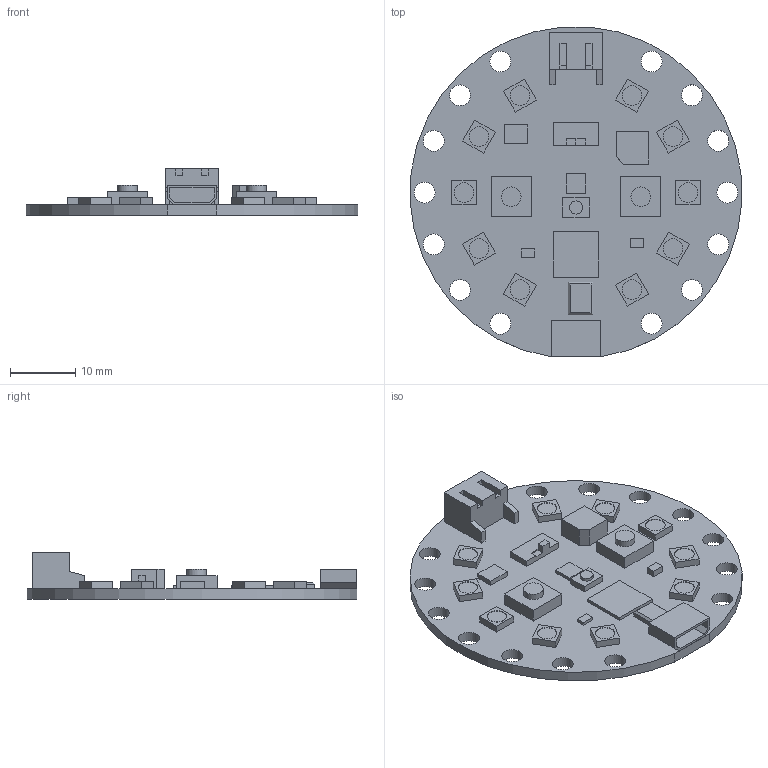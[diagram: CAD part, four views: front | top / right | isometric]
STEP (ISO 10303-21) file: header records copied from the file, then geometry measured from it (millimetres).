
FILE_DESCRIPTION(/* description */ (''),/* implementation_level */ '2;1');
FILE_NAME(/* name */ '3000 Circuit Playground Classic.step',/* time_stamp */ '2018-07-07T16:10:21-04:00',/* author */ ('Adafruit'),/* organization */ (''),/* preprocessor_version */ 'ST-DEVELOPER v17',/* originating_system */ 'Autodesk Translation Framework v7.1.0.215',/* authorisation */ '');
FILE_SCHEMA (('AUTOMOTIVE_DESIGN { 1 0 10303 214 3 1 1 }'));
Length unit declared in the file: millimetre
Products named in the file (1): Circuit Playground Express
Bounding box: 50.79 x 50.49 x 7.1 mm (x, y, z)
Volume: 3739 mm3; surface area: 6112.8 mm2
Topology: 24 solids, 24 shells, 226 faces, 492 edges, 325 vertices
Faces by surface type: plane 198, cylinder 28
Full cylindrical faces by diameter (mm): 2 x1, 3 x12, 3.2 x14
Entity records: 6154 total; most frequent: CARTESIAN_POINT 1044, DIRECTION 1002, ORIENTED_EDGE 984, EDGE_CURVE 492, LINE 436, VECTOR 436, VERTEX_POINT 325, AXIS2_PLACEMENT_3D 283
